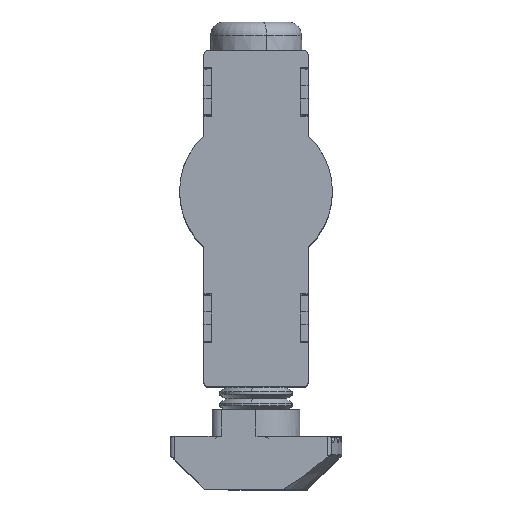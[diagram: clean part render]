
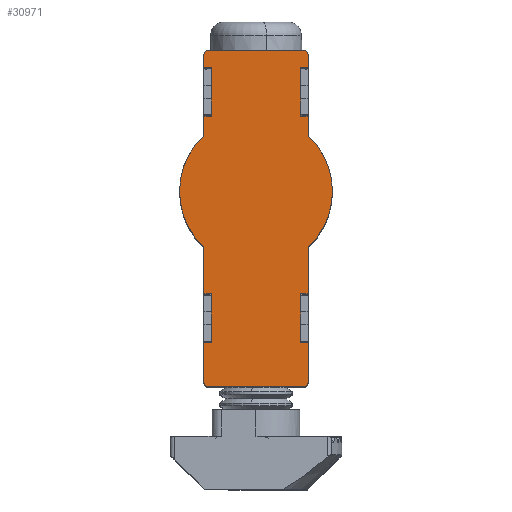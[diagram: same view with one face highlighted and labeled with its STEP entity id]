
A CAD part, top view. The second image highlights one B-rep face of the part: STEP entity #30971.
In plain terms, the highlighted planar face has unit normal (0, 0, 1).
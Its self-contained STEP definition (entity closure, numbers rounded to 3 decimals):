
#9862=DIRECTION('',(0.,1.,0.));
#9863=VECTOR('',#9862,5.4);
#9864=CARTESIAN_POINT('',(-7.94,-12.396,
28.554));
#9865=LINE('',#9864,#9863);
#9932=DIRECTION('',(-1.,0.,0.));
#9933=VECTOR('',#9932,0.8);
#9934=CARTESIAN_POINT('',(-7.94,-6.996,
28.554));
#9935=LINE('',#9934,#9933);
#9954=DIRECTION('',(0.,1.,0.));
#9955=VECTOR('',#9954,5.108);
#9956=CARTESIAN_POINT('',(-8.74,-6.996,
28.554));
#9957=LINE('',#9956,#9955);
#9982=DIRECTION('',(0.,1.,0.));
#9983=VECTOR('',#9982,2.108);
#9984=CARTESIAN_POINT('',(-8.74,10.496,28.554));
#9985=LINE('',#9984,#9983);
#9989=DIRECTION('',(1.,0.,0.));
#9990=VECTOR('',#9989,0.8);
#9991=CARTESIAN_POINT('',(-8.74,12.604,28.554));
#9992=LINE('',#9991,#9990);
#10032=DIRECTION('',(0.,1.,0.));
#10033=VECTOR('',#10032,5.4);
#10034=CARTESIAN_POINT('',(-7.94,12.604,
28.554));
#10035=LINE('',#10034,#10033);
#10419=DIRECTION('',(-1.,0.,0.));
#10420=VECTOR('',#10419,0.8);
#10421=CARTESIAN_POINT('',(-7.94,18.004,
28.554));
#10422=LINE('',#10421,#10420);
#10441=DIRECTION('',(0.,1.,0.));
#10442=VECTOR('',#10441,1.4);
#10443=CARTESIAN_POINT('',(-8.74,18.004,
28.554));
#10444=LINE('',#10443,#10442);
#10455=CARTESIAN_POINT('',(-2.99,4.304,
28.554));
#10456=DIRECTION('',(0.,0.,1.));
#10457=DIRECTION('',(0.68,-0.733,0.));
#10458=AXIS2_PLACEMENT_3D('',#10455,#10456,#10457);
#10463=CARTESIAN_POINT('',(2.26,-16.796,
28.554));
#10464=DIRECTION('',(0.,0.,1.));
#10465=DIRECTION('',(0.,-1.,0.));
#10466=AXIS2_PLACEMENT_3D('',#10463,#10464,#10465);
#10471=CARTESIAN_POINT('',(-8.24,-16.796,
28.554));
#10472=DIRECTION('',(0.,0.,1.));
#10473=DIRECTION('',(-1.,0.,0.));
#10474=AXIS2_PLACEMENT_3D('',#10471,#10472,#10473);
#10479=CARTESIAN_POINT('',(-2.99,4.304,
28.554));
#10480=DIRECTION('',(0.,0.,1.));
#10481=DIRECTION('',(-0.68,0.733,0.));
#10482=AXIS2_PLACEMENT_3D('',#10479,#10480,#10481);
#10487=CARTESIAN_POINT('',(-8.24,19.404,
28.554));
#10488=DIRECTION('',(0.,0.,1.));
#10489=DIRECTION('',(0.,1.,0.));
#10490=AXIS2_PLACEMENT_3D('',#10487,#10488,#10489);
#10495=CARTESIAN_POINT('',(2.26,19.404,28.554));
#10496=DIRECTION('',(0.,0.,1.));
#10497=DIRECTION('',(1.,0.,0.));
#10498=AXIS2_PLACEMENT_3D('',#10495,#10496,#10497);
#10503=DIRECTION('',(0.,-1.,0.));
#10504=VECTOR('',#10503,1.4);
#10505=CARTESIAN_POINT('',(2.76,19.404,28.554));
#10506=LINE('',#10505,#10504);
#10524=DIRECTION('',(-1.,0.,0.));
#10525=VECTOR('',#10524,0.8);
#10526=CARTESIAN_POINT('',(2.76,18.004,28.554));
#10527=LINE('',#10526,#10525);
#10574=DIRECTION('',(0.,-1.,0.));
#10575=VECTOR('',#10574,5.4);
#10576=CARTESIAN_POINT('',(1.96,18.004,28.554));
#10577=LINE('',#10576,#10575);
#10961=DIRECTION('',(1.,0.,0.));
#10962=VECTOR('',#10961,0.8);
#10963=CARTESIAN_POINT('',(1.96,12.604,28.554));
#10964=LINE('',#10963,#10962);
#10983=DIRECTION('',(0.,-1.,0.));
#10984=VECTOR('',#10983,2.108);
#10985=CARTESIAN_POINT('',(2.76,12.604,28.554));
#10986=LINE('',#10985,#10984);
#11011=DIRECTION('',(0.,-1.,0.));
#11012=VECTOR('',#11011,5.108);
#11013=CARTESIAN_POINT('',(2.76,-1.887,
28.554));
#11014=LINE('',#11013,#11012);
#11018=DIRECTION('',(-1.,0.,0.));
#11019=VECTOR('',#11018,0.8);
#11020=CARTESIAN_POINT('',(2.76,-6.996,
28.554));
#11021=LINE('',#11020,#11019);
#11068=DIRECTION('',(0.,-1.,0.));
#11069=VECTOR('',#11068,5.4);
#11070=CARTESIAN_POINT('',(1.96,-6.996,
28.554));
#11071=LINE('',#11070,#11069);
#11455=DIRECTION('',(1.,0.,0.));
#11456=VECTOR('',#11455,0.8);
#11457=CARTESIAN_POINT('',(1.96,-12.396,
28.554));
#11458=LINE('',#11457,#11456);
#11477=DIRECTION('',(0.,-1.,0.));
#11478=VECTOR('',#11477,4.4);
#11479=CARTESIAN_POINT('',(2.76,-12.396,
28.554));
#11480=LINE('',#11479,#11478);
#11581=DIRECTION('',(-1.,0.,0.));
#11582=VECTOR('',#11581,10.5);
#11583=CARTESIAN_POINT('',(2.26,-17.296,
28.554));
#11584=LINE('',#11583,#11582);
#11602=DIRECTION('',(0.,1.,0.));
#11603=VECTOR('',#11602,4.4);
#11604=CARTESIAN_POINT('',(-8.74,-16.796,
28.554));
#11605=LINE('',#11604,#11603);
#11623=DIRECTION('',(1.,0.,0.));
#11624=VECTOR('',#11623,0.8);
#11625=CARTESIAN_POINT('',(-8.74,-12.396,
28.554));
#11626=LINE('',#11625,#11624);
#11743=DIRECTION('',(1.,0.,0.));
#11744=VECTOR('',#11743,10.5);
#11745=CARTESIAN_POINT('',(-8.24,19.904,
28.554));
#11746=LINE('',#11745,#11744);
#16717=CARTESIAN_POINT('',(-7.94,12.604,
28.554));
#16718=VERTEX_POINT('',#16717);
#16719=CARTESIAN_POINT('',(-7.94,18.004,
28.554));
#16720=VERTEX_POINT('',#16719);
#16741=CARTESIAN_POINT('',(1.96,18.004,28.554));
#16742=VERTEX_POINT('',#16741);
#16743=CARTESIAN_POINT('',(1.96,12.604,28.554));
#16744=VERTEX_POINT('',#16743);
#16769=CARTESIAN_POINT('',(1.96,-6.996,
28.554));
#16770=VERTEX_POINT('',#16769);
#16771=CARTESIAN_POINT('',(1.96,-12.396,
28.554));
#16772=VERTEX_POINT('',#16771);
#16797=CARTESIAN_POINT('',(-7.94,-12.396,
28.554));
#16798=VERTEX_POINT('',#16797);
#16799=CARTESIAN_POINT('',(-7.94,-6.996,
28.554));
#16800=VERTEX_POINT('',#16799);
#16936=CARTESIAN_POINT('',(-8.74,-12.396,
28.554));
#16937=VERTEX_POINT('',#16936);
#16940=CARTESIAN_POINT('',(-8.74,-16.796,
28.554));
#16941=VERTEX_POINT('',#16940);
#16946=CARTESIAN_POINT('',(2.26,-17.296,
28.554));
#16947=VERTEX_POINT('',#16946);
#16948=CARTESIAN_POINT('',(-8.24,-17.296,
28.554));
#16949=VERTEX_POINT('',#16948);
#16950=CARTESIAN_POINT('',(2.76,-12.396,
28.554));
#16951=CARTESIAN_POINT('',(2.76,-16.796,
28.554));
#16952=VERTEX_POINT('',#16950);
#16953=VERTEX_POINT('',#16951);
#16960=CARTESIAN_POINT('',(2.76,-6.996,
28.554));
#16961=VERTEX_POINT('',#16960);
#16964=CARTESIAN_POINT('',(2.76,-1.887,
28.554));
#16965=VERTEX_POINT('',#16964);
#16968=CARTESIAN_POINT('',(2.76,10.496,28.554));
#16969=VERTEX_POINT('',#16968);
#16972=CARTESIAN_POINT('',(2.76,12.604,28.554));
#16973=VERTEX_POINT('',#16972);
#16976=CARTESIAN_POINT('',(2.76,18.004,28.554));
#16977=VERTEX_POINT('',#16976);
#16980=CARTESIAN_POINT('',(2.76,19.404,28.554));
#16981=VERTEX_POINT('',#16980);
#16982=CARTESIAN_POINT('',(-8.24,19.904,
28.554));
#16983=CARTESIAN_POINT('',(2.26,19.904,28.554));
#16984=VERTEX_POINT('',#16982);
#16985=VERTEX_POINT('',#16983);
#16990=CARTESIAN_POINT('',(-8.74,18.004,
28.554));
#16991=CARTESIAN_POINT('',(-8.74,19.404,
28.554));
#16992=VERTEX_POINT('',#16990);
#16993=VERTEX_POINT('',#16991);
#17000=CARTESIAN_POINT('',(-8.74,12.604,
28.554));
#17001=VERTEX_POINT('',#17000);
#17004=CARTESIAN_POINT('',(-8.74,10.496,
28.554));
#17005=VERTEX_POINT('',#17004);
#17008=CARTESIAN_POINT('',(-8.74,-1.887,
28.554));
#17009=VERTEX_POINT('',#17008);
#17012=CARTESIAN_POINT('',(-8.74,-6.996,
28.554));
#17013=VERTEX_POINT('',#17012);
#30917=CARTESIAN_POINT('',(-2.99,4.304,
28.554));
#30918=DIRECTION('',(0.,0.,1.));
#30919=DIRECTION('',(0.,1.,0.));
#30920=AXIS2_PLACEMENT_3D('',#30917,#30918,#30919);
#30921=PLANE('',#30920);
#30923=ORIENTED_EDGE('',*,*,#30922,.T.);
#30925=ORIENTED_EDGE('',*,*,#30924,.T.);
#30927=ORIENTED_EDGE('',*,*,#30926,.T.);
#30929=ORIENTED_EDGE('',*,*,#30928,.T.);
#30931=ORIENTED_EDGE('',*,*,#30930,.T.);
#30933=ORIENTED_EDGE('',*,*,#30932,.F.);
#30935=ORIENTED_EDGE('',*,*,#30934,.T.);
#30937=ORIENTED_EDGE('',*,*,#30936,.T.);
#30939=ORIENTED_EDGE('',*,*,#30938,.T.);
#30941=ORIENTED_EDGE('',*,*,#30940,.T.);
#30943=ORIENTED_EDGE('',*,*,#30942,.T.);
#30945=ORIENTED_EDGE('',*,*,#30944,.F.);
#30947=ORIENTED_EDGE('',*,*,#30946,.T.);
#30949=ORIENTED_EDGE('',*,*,#30948,.F.);
#30951=ORIENTED_EDGE('',*,*,#30950,.T.);
#30953=ORIENTED_EDGE('',*,*,#30952,.T.);
#30954=ORIENTED_EDGE('',*,*,#30091,.T.);
#30955=ORIENTED_EDGE('',*,*,#30200,.T.);
#30956=ORIENTED_EDGE('',*,*,#30228,.T.);
#30957=ORIENTED_EDGE('',*,*,#30255,.F.);
#30958=ORIENTED_EDGE('',*,*,#30282,.T.);
#30959=ORIENTED_EDGE('',*,*,#30310,.T.);
#30960=ORIENTED_EDGE('',*,*,#30343,.T.);
#30961=ORIENTED_EDGE('',*,*,#30869,.T.);
#30962=ORIENTED_EDGE('',*,*,#30895,.T.);
#30964=ORIENTED_EDGE('',*,*,#30963,.F.);
#30966=ORIENTED_EDGE('',*,*,#30965,.T.);
#30968=ORIENTED_EDGE('',*,*,#30967,.F.);
#30969=EDGE_LOOP('',(#30923,#30925,#30927,#30929,#30931,#30933,#30935,#30937,
#30939,#30941,#30943,#30945,#30947,#30949,#30951,#30953,#30954,#30955,#30956,
#30957,#30958,#30959,#30960,#30961,#30962,#30964,#30966,#30968));
#30970=FACE_OUTER_BOUND('',#30969,.F.);
#10459=CIRCLE('',#10458,8.45);
#10467=CIRCLE('',#10466,0.5);
#10475=CIRCLE('',#10474,0.5);
#10483=CIRCLE('',#10482,8.45);
#10491=CIRCLE('',#10490,0.5);
#10499=CIRCLE('',#10498,0.5);
#30091=EDGE_CURVE('',#16798,#16800,#9865,.T.);
#30200=EDGE_CURVE('',#16800,#17013,#9935,.T.);
#30228=EDGE_CURVE('',#17013,#17009,#9957,.T.);
#30255=EDGE_CURVE('',#17005,#17009,#10483,.T.);
#30282=EDGE_CURVE('',#17005,#17001,#9985,.T.);
#30310=EDGE_CURVE('',#17001,#16718,#9992,.T.);
#30343=EDGE_CURVE('',#16718,#16720,#10035,.T.);
#30869=EDGE_CURVE('',#16720,#16992,#10422,.T.);
#30895=EDGE_CURVE('',#16992,#16993,#10444,.T.);
#30922=EDGE_CURVE('',#16981,#16977,#10506,.T.);
#30924=EDGE_CURVE('',#16977,#16742,#10527,.T.);
#30926=EDGE_CURVE('',#16742,#16744,#10577,.T.);
#30928=EDGE_CURVE('',#16744,#16973,#10964,.T.);
#30930=EDGE_CURVE('',#16973,#16969,#10986,.T.);
#30932=EDGE_CURVE('',#16965,#16969,#10459,.T.);
#30934=EDGE_CURVE('',#16965,#16961,#11014,.T.);
#30936=EDGE_CURVE('',#16961,#16770,#11021,.T.);
#30938=EDGE_CURVE('',#16770,#16772,#11071,.T.);
#30940=EDGE_CURVE('',#16772,#16952,#11458,.T.);
#30942=EDGE_CURVE('',#16952,#16953,#11480,.T.);
#30944=EDGE_CURVE('',#16947,#16953,#10467,.T.);
#30946=EDGE_CURVE('',#16947,#16949,#11584,.T.);
#30948=EDGE_CURVE('',#16941,#16949,#10475,.T.);
#30950=EDGE_CURVE('',#16941,#16937,#11605,.T.);
#30952=EDGE_CURVE('',#16937,#16798,#11626,.T.);
#30963=EDGE_CURVE('',#16984,#16993,#10491,.T.);
#30965=EDGE_CURVE('',#16984,#16985,#11746,.T.);
#30967=EDGE_CURVE('',#16981,#16985,#10499,.T.);
#30971=ADVANCED_FACE('',(#30970),#30921,.T.);
